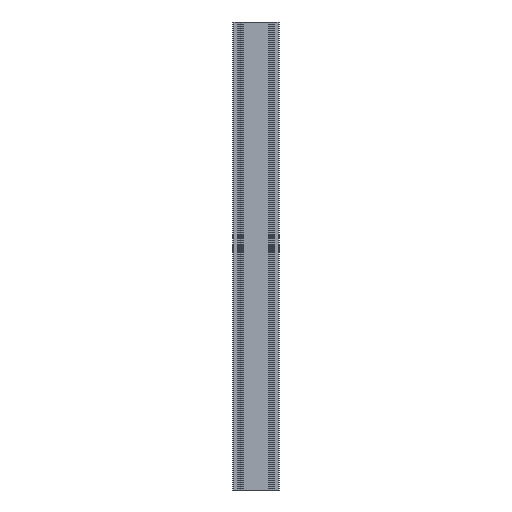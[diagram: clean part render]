
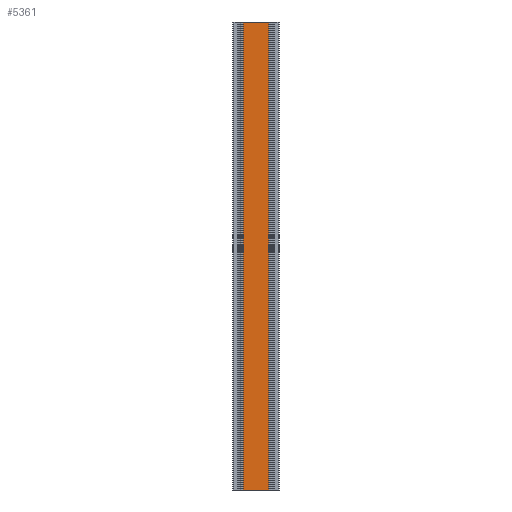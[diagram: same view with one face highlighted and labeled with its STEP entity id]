
A CAD part, front view. The second image highlights one B-rep face of the part: STEP entity #5361.
In plain terms, the highlighted planar face has unit normal (0, -1, 0).
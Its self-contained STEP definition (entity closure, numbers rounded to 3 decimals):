
#108=PLANE('',#5808);
#332=FACE_OUTER_BOUND('',#603,.T.);
#603=EDGE_LOOP('',(#4117,#4118,#4119,#4120));
#1060=LINE('',#8641,#1617);
#1061=LINE('',#8644,#1618);
#1062=LINE('',#8646,#1619);
#1063=LINE('',#8647,#1620);
#1617=VECTOR('',#7015,10.);
#1618=VECTOR('',#7018,10.);
#1619=VECTOR('',#7019,10.);
#1620=VECTOR('',#7020,10.);
#2424=VERTEX_POINT('',#8637);
#2425=VERTEX_POINT('',#8639);
#2426=VERTEX_POINT('',#8643);
#2427=VERTEX_POINT('',#8645);
#3136=EDGE_CURVE('',#2424,#2425,#1060,.T.);
#3137=EDGE_CURVE('',#2424,#2426,#1061,.T.);
#3138=EDGE_CURVE('',#2427,#2425,#1062,.T.);
#3139=EDGE_CURVE('',#2426,#2427,#1063,.T.);
#4117=ORIENTED_EDGE('',*,*,#3137,.F.);
#4118=ORIENTED_EDGE('',*,*,#3136,.T.);
#4119=ORIENTED_EDGE('',*,*,#3138,.F.);
#4120=ORIENTED_EDGE('',*,*,#3139,.F.);
#5361=ADVANCED_FACE('',(#332),#108,.T.);
#5808=AXIS2_PLACEMENT_3D('',#8642,#7016,#7017);
#7015=DIRECTION('',(0.,0.,1.));
#7016=DIRECTION('center_axis',(0.,-1.,0.));
#7017=DIRECTION('ref_axis',(1.,0.,0.));
#7018=DIRECTION('',(-1.,0.,0.));
#7019=DIRECTION('',(1.,0.,0.));
#7020=DIRECTION('',(0.,0.,1.));
#8637=CARTESIAN_POINT('',(32.6,0.,1000.));
#8639=CARTESIAN_POINT('',(32.6,0.,1600.));
#8641=CARTESIAN_POINT('',(32.6,0.,1000.));
#8642=CARTESIAN_POINT('Origin',(0.,0.,
1000.));
#8643=CARTESIAN_POINT('',(0.,0.,1000.));
#8644=CARTESIAN_POINT('',(27.8,0.,1000.));
#8645=CARTESIAN_POINT('',(0.,0.,1600.));
#8646=CARTESIAN_POINT('',(27.8,0.,1600.));
#8647=CARTESIAN_POINT('',(0.,0.,1000.));
